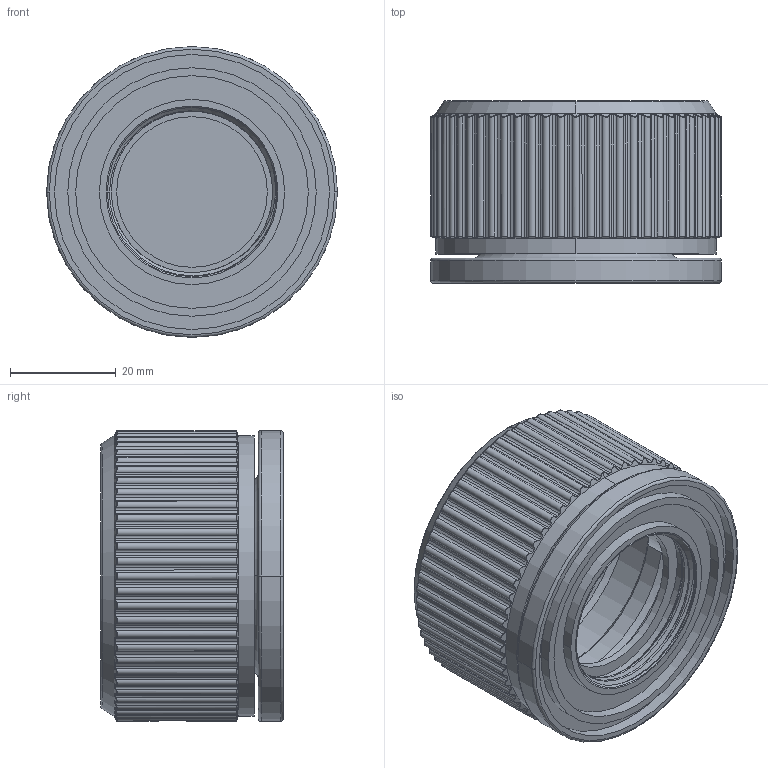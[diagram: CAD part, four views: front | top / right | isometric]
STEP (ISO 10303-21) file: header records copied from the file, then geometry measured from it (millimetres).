
FILE_DESCRIPTION((''),'2;1');
FILE_NAME('Z26121-4_ASM','2024-06-15T10:26:53',('PC'),(''),'CREO PARAMETRIC BY PTC INC, 2024063','CREO PARAMETRIC BY PTC INC, 2024063','');
FILE_SCHEMA(('CONFIG_CONTROL_DESIGN','SHAPE_APPEARANCE_LAYERS_GROUPS'));
Products named in the file (4): 953104; 981060; 962308; Z26121-4_ASM
Assembly tree (3 placements, depth 2):
  Z26121-4_ASM
    953104
    981060
    962308
Bounding box: 55 x 34.5 x 55 mm (x, y, z)
Volume: 31720.3 mm3; surface area: 20964.6 mm2
Topology: 3 solids, 5 shells, 628 faces, 1570 edges, 956 vertices
Faces by surface type: cylinder 305, bspline 199, torus 70, cone 28, plane 26
Entity records: 48185 total; most frequent: CARTESIAN_POINT 30065, ORIENTED_EDGE 3128, DIRECTION 2332, PRESENTATION_STYLE_ASSIGNMENT 1573, STYLED_ITEM 1573, CURVE_STYLE 1568, EDGE_CURVE 1568, AXIS2_PLACEMENT_3D 987
